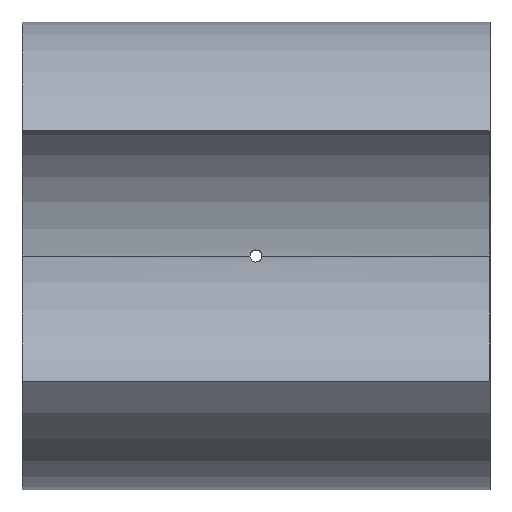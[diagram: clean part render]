
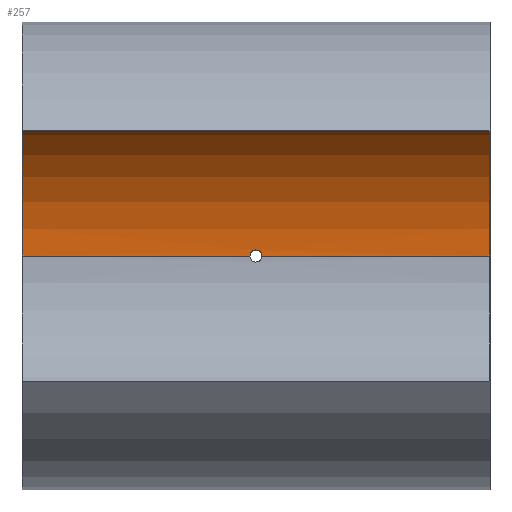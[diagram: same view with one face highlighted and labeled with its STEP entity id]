
A CAD part, front view. The second image highlights one B-rep face of the part: STEP entity #257.
In plain terms, the highlighted cylindrical face has radius 5.25 mm (diameter 10.5 mm), a partial arc.
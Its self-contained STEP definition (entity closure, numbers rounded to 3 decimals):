
#8 = AXIS2_PLACEMENT_3D ( 'NONE', #551, #126, #312 ) ;
#11 = CARTESIAN_POINT ( 'NONE',  ( -0.198, 3.253, 0. ) ) ;
#13 = CARTESIAN_POINT ( 'NONE',  ( 0.198, 3.253, 0.052 ) ) ;
#26 = CARTESIAN_POINT ( 'NONE',  ( -7.7, -1.997, 0. ) ) ;
#30 = EDGE_CURVE ( 'NONE', #351, #131, #300, .T. ) ;
#50 = EDGE_CURVE ( 'NONE', #379, #178, #380, .T. ) ;
#60 = B_SPLINE_CURVE_WITH_KNOTS ( 'NONE', 3,
 ( #240, #13, #528, #453, #252, #388, #497, #447, #94, #11 ),
 .UNSPECIFIED., .F., .F.,
 ( 4, 2, 2, 2, 4 ),
 ( 0.001, 0.001, 0.001, 0.001, 0.002 ),
 .UNSPECIFIED. ) ;
#68 = DIRECTION ( 'NONE',  ( 1., 0., 0. ) ) ;
#89 = CARTESIAN_POINT ( 'NONE',  ( 0.198, 3.253, 0. ) ) ;
#94 = CARTESIAN_POINT ( 'NONE',  ( -0.198, 3.253, 0.052 ) ) ;
#102 = LINE ( 'NONE', #490, #228 ) ;
#109 = CARTESIAN_POINT ( 'NONE',  ( -7.7, 3.253, 0. ) ) ;
#124 = DIRECTION ( 'NONE',  ( 1., 0., 0. ) ) ;
#126 = DIRECTION ( 'NONE',  ( 1., 0., 0. ) ) ;
#131 = VERTEX_POINT ( 'NONE', #457 ) ;
#134 = AXIS2_PLACEMENT_3D ( 'NONE', #26, #68, #594 ) ;
#139 = ORIENTED_EDGE ( 'NONE', *, *, #293, .T. ) ;
#148 = DIRECTION ( 'NONE',  ( 1., 0., 0. ) ) ;
#149 = ORIENTED_EDGE ( 'NONE', *, *, #275, .T. ) ;
#178 = VERTEX_POINT ( 'NONE', #443 ) ;
#228 = VECTOR ( 'NONE', #124, 1000. ) ;
#240 = CARTESIAN_POINT ( 'NONE',  ( 0.198, 3.253, 0. ) ) ;
#247 = EDGE_CURVE ( 'NONE', #333, #623, #60, .T. ) ;
#252 = CARTESIAN_POINT ( 'NONE',  ( 0.052, 3.249, 0.198 ) ) ;
#256 = CYLINDRICAL_SURFACE ( 'NONE', #440, 5.25 ) ;
#257 = ADVANCED_FACE ( 'NONE', ( #437 ), #256, .F. ) ;
#275 = EDGE_CURVE ( 'NONE', #333, #351, #541, .T. ) ;
#279 = ORIENTED_EDGE ( 'NONE', *, *, #30, .T. ) ;
#293 = EDGE_CURVE ( 'NONE', #379, #623, #575, .T. ) ;
#296 = DIRECTION ( 'NONE',  ( 1., 0., 0. ) ) ;
#300 = CIRCLE ( 'NONE', #8, 5.25 ) ;
#302 = DIRECTION ( 'NONE',  ( 1., 0., 0. ) ) ;
#312 = DIRECTION ( 'NONE',  ( 0., 1., 0. ) ) ;
#333 = VERTEX_POINT ( 'NONE', #89 ) ;
#339 = CARTESIAN_POINT ( 'NONE',  ( -7.7, 3.253, 0. ) ) ;
#341 = DIRECTION ( 'NONE',  ( 0., 1., 0. ) ) ;
#351 = VERTEX_POINT ( 'NONE', #386 ) ;
#378 = VECTOR ( 'NONE', #296, 1000. ) ;
#379 = VERTEX_POINT ( 'NONE', #524 ) ;
#380 = CIRCLE ( 'NONE', #134, 5.25 ) ;
#386 = CARTESIAN_POINT ( 'NONE',  ( 7.7, 3.253, 0. ) ) ;
#388 = CARTESIAN_POINT ( 'NONE',  ( -0.053, 3.249, 0.198 ) ) ;
#396 = CARTESIAN_POINT ( 'NONE',  ( -7.7, -1.997, 0. ) ) ;
#415 = ORIENTED_EDGE ( 'NONE', *, *, #420, .F. ) ;
#420 = EDGE_CURVE ( 'NONE', #178, #131, #102, .T. ) ;
#423 = ORIENTED_EDGE ( 'NONE', *, *, #50, .F. ) ;
#432 = CARTESIAN_POINT ( 'NONE',  ( -0.198, 3.253, 0. ) ) ;
#437 = FACE_OUTER_BOUND ( 'NONE', #533, .T. ) ;
#440 = AXIS2_PLACEMENT_3D ( 'NONE', #396, #148, #341 ) ;
#443 = CARTESIAN_POINT ( 'NONE',  ( -7.7, -5.245, 4.125 ) ) ;
#447 = CARTESIAN_POINT ( 'NONE',  ( -0.177, 3.252, 0.104 ) ) ;
#453 = CARTESIAN_POINT ( 'NONE',  ( 0.104, 3.25, 0.177 ) ) ;
#457 = CARTESIAN_POINT ( 'NONE',  ( 7.7, -5.245, 4.125 ) ) ;
#476 = VECTOR ( 'NONE', #302, 1000. ) ;
#477 = ORIENTED_EDGE ( 'NONE', *, *, #247, .F. ) ;
#490 = CARTESIAN_POINT ( 'NONE',  ( -7.7, -5.245, 4.125 ) ) ;
#497 = CARTESIAN_POINT ( 'NONE',  ( -0.104, 3.25, 0.177 ) ) ;
#524 = CARTESIAN_POINT ( 'NONE',  ( -7.7, 3.253, 0. ) ) ;
#528 = CARTESIAN_POINT ( 'NONE',  ( 0.177, 3.252, 0.104 ) ) ;
#533 = EDGE_LOOP ( 'NONE', ( #423, #139, #477, #149, #279, #415 ) ) ;
#541 = LINE ( 'NONE', #109, #476 ) ;
#551 = CARTESIAN_POINT ( 'NONE',  ( 7.7, -1.997, 0. ) ) ;
#575 = LINE ( 'NONE', #339, #378 ) ;
#594 = DIRECTION ( 'NONE',  ( 0., -1., 0. ) ) ;
#623 = VERTEX_POINT ( 'NONE', #432 ) ;
